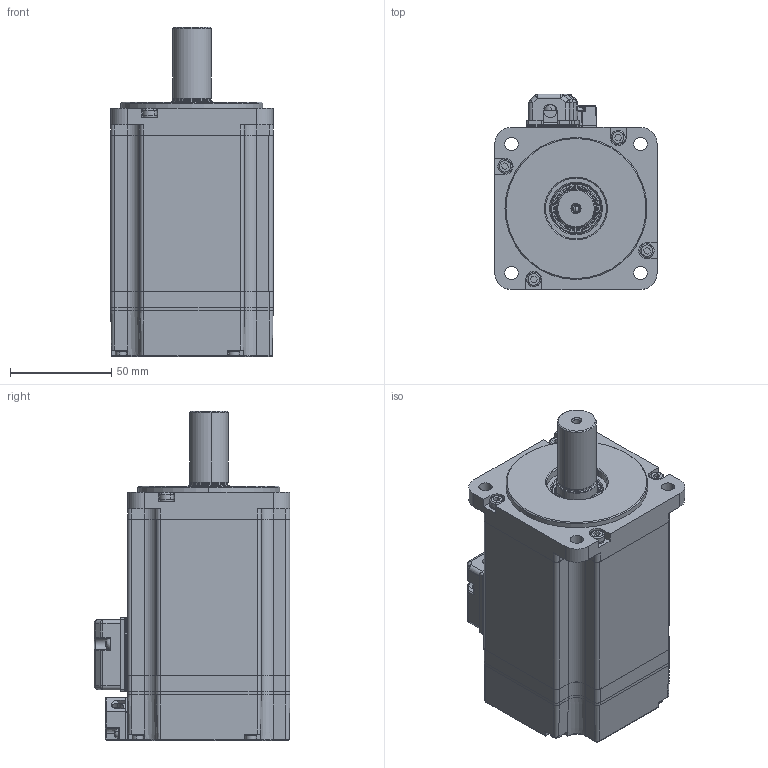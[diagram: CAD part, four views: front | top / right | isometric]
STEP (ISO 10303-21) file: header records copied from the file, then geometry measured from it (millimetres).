
FILE_DESCRIPTION (( 'STEP AP203' ), '1' );
FILE_NAME ('EM1-750W.STEP', '2019-12-03T07:46:34', ( '' ), ( '' ), 'SwSTEP 2.0', 'SolidWorks 2015', '' );
FILE_SCHEMA (( 'CONFIG_CONTROL_DESIGN' ));
Length unit declared in the file: millimetre
Products named in the file (1): EM1-750W
Bounding box: 80.04 x 96.54 x 162.4 mm (x, y, z)
Surface area: 69623.6 mm2 (no closed solid volume)
Topology: 0 solids, 27 shells, 637 faces, 1937 edges, 1283 vertices
Faces by surface type: plane 266, cylinder 209, cone 58, torus 48, sphere 30, bspline 26
Entity records: 23079 total; most frequent: CARTESIAN_POINT 5679, DIRECTION 3852, ORIENTED_EDGE 3315, EDGE_CURVE 1899, AXIS2_PLACEMENT_3D 1436, VERTEX_POINT 1271, VECTOR 980, LINE 980
